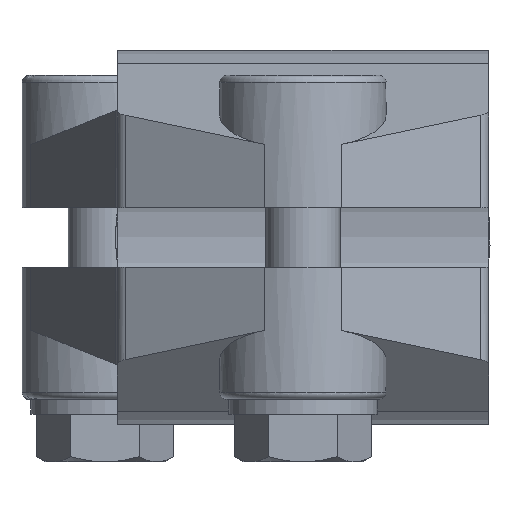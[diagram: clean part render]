
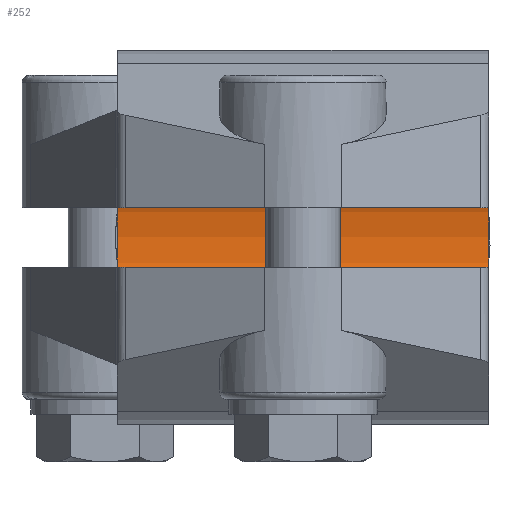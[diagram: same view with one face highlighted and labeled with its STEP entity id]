
A CAD part, left-side view. The second image highlights one B-rep face of the part: STEP entity #252.
In plain terms, the highlighted cylindrical face has radius 20.085 mm (diameter 40.17 mm), a partial arc.
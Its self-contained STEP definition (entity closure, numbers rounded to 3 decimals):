
#252 = ADVANCED_FACE( '', ( #541 ), #542, .F. );
#541 = FACE_OUTER_BOUND( '', #846, .T. );
#542 = CYLINDRICAL_SURFACE( '', #847, 20.085 );
#846 = EDGE_LOOP( '', ( #1507, #1508, #1509, #1510 ) );
#847 = AXIS2_PLACEMENT_3D( '', #1511, #1512, #1513 );
#1507 = ORIENTED_EDGE( '', *, *, #1875, .T. );
#1508 = ORIENTED_EDGE( '', *, *, #1917, .T. );
#1509 = ORIENTED_EDGE( '', *, *, #1805, .F. );
#1510 = ORIENTED_EDGE( '', *, *, #1936, .F. );
#1511 = CARTESIAN_POINT( '', ( 0., 30., 0. ) );
#1512 = DIRECTION( '', ( 0., 1., 0. ) );
#1513 = DIRECTION( '', ( 0., 0., -1. ) );
#1805 = EDGE_CURVE( '', #2183, #2184, #2185, .T. );
#1875 = EDGE_CURVE( '', #2288, #2286, #2289, .T. );
#1917 = EDGE_CURVE( '', #2286, #2184, #2339, .F. );
#1936 = EDGE_CURVE( '', #2288, #2183, #2361, .F. );
#2183 = VERTEX_POINT( '', #2737 );
#2184 = VERTEX_POINT( '', #2738 );
#2185 = LINE( '', #2739, #2740 );
#2286 = VERTEX_POINT( '', #2928 );
#2288 = VERTEX_POINT( '', #2931 );
#2289 = LINE( '', #2932, #2933 );
#2339 = CIRCLE( '', #3034, 20.085 );
#2361 = CIRCLE( '', #3062, 20.085 );
#2737 = CARTESIAN_POINT( '', ( -19.683, 25., 4. ) );
#2738 = CARTESIAN_POINT( '', ( -19.683, -25., 4. ) );
#2739 = CARTESIAN_POINT( '', ( -19.683, 30., 4. ) );
#2740 = VECTOR( '', #3278, 1000. );
#2928 = CARTESIAN_POINT( '', ( -19.683, -25., -4. ) );
#2931 = CARTESIAN_POINT( '', ( -19.683, 25., -4. ) );
#2932 = CARTESIAN_POINT( '', ( -19.683, 30., -4. ) );
#2933 = VECTOR( '', #3362, 1000. );
#3034 = AXIS2_PLACEMENT_3D( '', #3397, #3398, #3399 );
#3062 = AXIS2_PLACEMENT_3D( '', #3418, #3419, #3420 );
#3278 = DIRECTION( '', ( 0., -1., 0. ) );
#3362 = DIRECTION( '', ( 0., -1., 0. ) );
#3397 = CARTESIAN_POINT( '', ( 0., -25., 0. ) );
#3398 = DIRECTION( '', ( 0., 1., 0. ) );
#3399 = DIRECTION( '', ( 0., 0., 1. ) );
#3418 = CARTESIAN_POINT( '', ( 0., 25., 0. ) );
#3419 = DIRECTION( '', ( 0., 1., 0. ) );
#3420 = DIRECTION( '', ( 0., 0., 1. ) );
